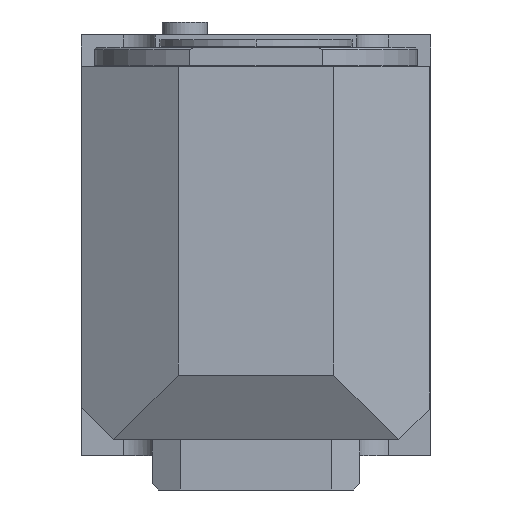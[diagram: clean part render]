
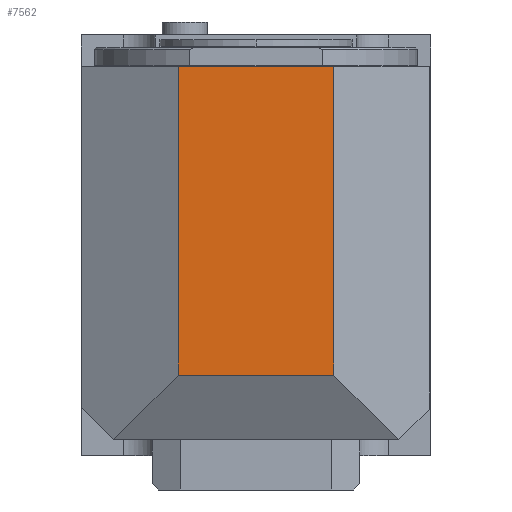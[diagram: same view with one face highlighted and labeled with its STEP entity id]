
A CAD part, left-side view. The second image highlights one B-rep face of the part: STEP entity #7562.
In plain terms, the highlighted planar face has unit normal (-1, 0, 0).
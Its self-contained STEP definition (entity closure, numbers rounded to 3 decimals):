
#2181=DIRECTION('',(0.,-1.,0.));
#2182=VECTOR('',#2181,48.);
#2183=CARTESIAN_POINT('',(-136.,24.,-40.));
#2184=LINE('',#2183,#2182);
#2185=DIRECTION('',(0.,0.,1.));
#2186=VECTOR('',#2185,95.3);
#2187=CARTESIAN_POINT('',(-136.,24.,-40.));
#2188=LINE('',#2187,#2186);
#2189=DIRECTION('',(0.,1.,0.));
#2190=VECTOR('',#2189,48.);
#2191=CARTESIAN_POINT('',(-136.,-24.,55.3));
#2192=LINE('',#2191,#2190);
#2193=DIRECTION('',(0.,0.,1.));
#2194=VECTOR('',#2193,95.3);
#2195=CARTESIAN_POINT('',(-136.,-24.,-40.));
#2196=LINE('',#2195,#2194);
#4922=CARTESIAN_POINT('',(-136.,24.,55.3));
#4924=VERTEX_POINT('',#4922);
#4926=CARTESIAN_POINT('',(-136.,-24.,55.3));
#4928=VERTEX_POINT('',#4926);
#4937=CARTESIAN_POINT('',(-136.,24.,-40.));
#4938=CARTESIAN_POINT('',(-136.,-24.,-40.));
#4939=VERTEX_POINT('',#4937);
#4940=VERTEX_POINT('',#4938);
#7551=CARTESIAN_POINT('',(-136.,0.,0.));
#7552=DIRECTION('',(1.,0.,0.));
#7553=DIRECTION('',(0.,1.,0.));
#7554=AXIS2_PLACEMENT_3D('',#7551,#7552,#7553);
#7555=PLANE('',#7554);
#7556=ORIENTED_EDGE('',*,*,#7531,.F.);
#7557=ORIENTED_EDGE('',*,*,#5989,.T.);
#7558=ORIENTED_EDGE('',*,*,#6025,.F.);
#7559=ORIENTED_EDGE('',*,*,#7543,.F.);
#7560=EDGE_LOOP('',(#7556,#7557,#7558,#7559));
#7561=FACE_OUTER_BOUND('',#7560,.F.);
#7562=ADVANCED_FACE('',(#7561),#7555,.F.);
#5989=EDGE_CURVE('',#4939,#4924,#2188,.T.);
#6025=EDGE_CURVE('',#4928,#4924,#2192,.T.);
#7531=EDGE_CURVE('',#4939,#4940,#2184,.T.);
#7543=EDGE_CURVE('',#4940,#4928,#2196,.T.);
